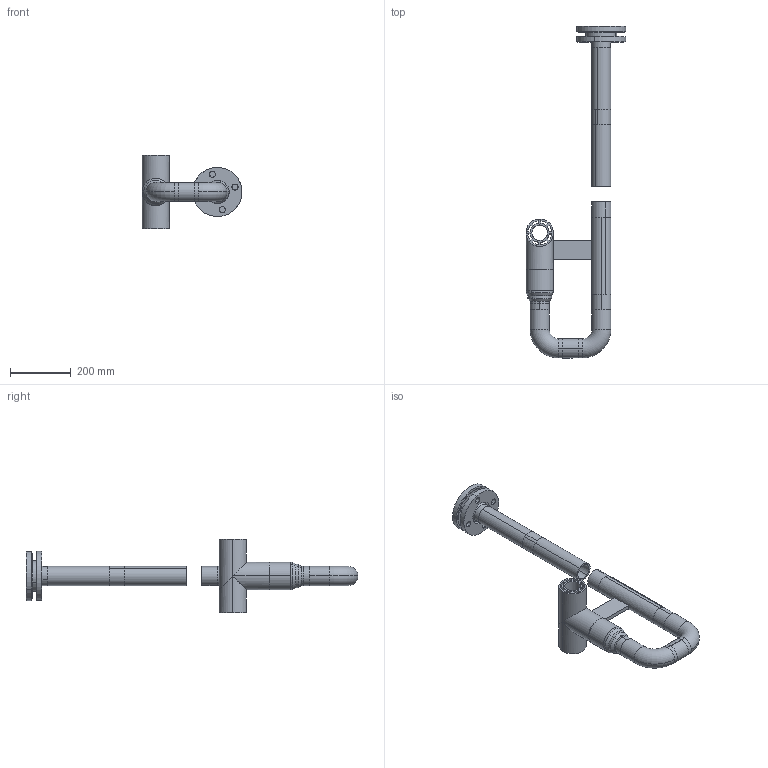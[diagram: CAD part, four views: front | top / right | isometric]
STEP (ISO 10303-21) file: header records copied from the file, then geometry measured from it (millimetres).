
FILE_DESCRIPTION (( 'STEP AP203' ), '1' );
FILE_NAME ('--7866338.STEP', '2015-10-16T14:39:07', ( 'enduser' ), ( '' ), 'SwSTEP 2.0', 'SolidWorks 2015', '' );
FILE_SCHEMA (( 'CONFIG_CONTROL_DESIGN' ));
Length unit declared in the file: inch
Products named in the file (1): --7866338
Bounding box: 329.07 x 1093.83 x 241.3 mm (x, y, z)
Surface area: 853870.2 mm2 (no closed solid volume)
Topology: 0 solids, 17 shells, 169 faces, 460 edges, 304 vertices
Faces by surface type: cylinder 110, plane 49, cone 6, torus 4
Entity records: 5451 total; most frequent: CARTESIAN_POINT 1060, DIRECTION 952, ORIENTED_EDGE 792, EDGE_CURVE 460, AXIS2_PLACEMENT_3D 364, VERTEX_POINT 304, VECTOR 224, LINE 224
